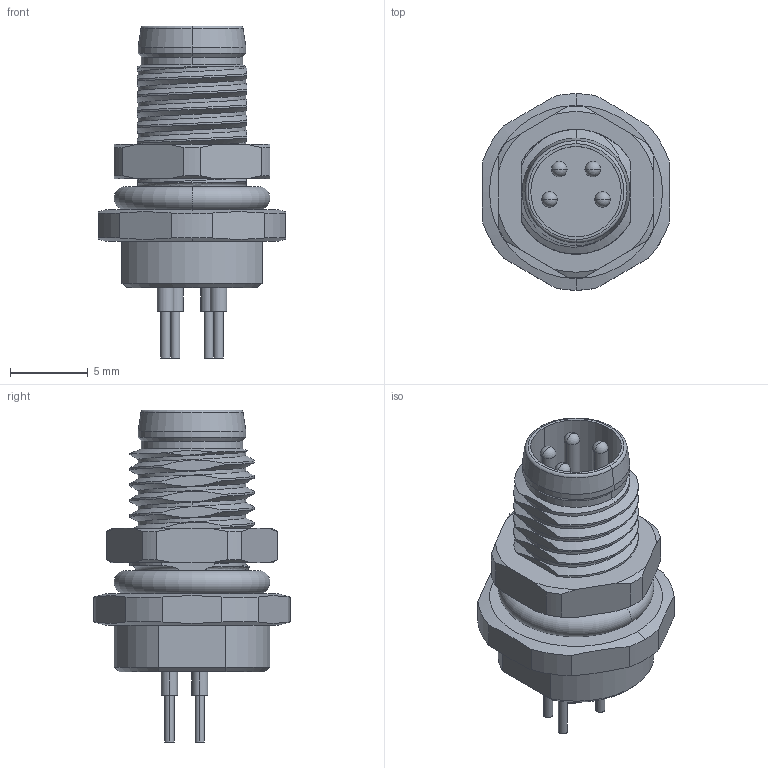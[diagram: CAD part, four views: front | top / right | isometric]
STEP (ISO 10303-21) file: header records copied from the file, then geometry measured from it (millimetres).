
FILE_DESCRIPTION((''),'2;1');
FILE_NAME('C-T4040014041-000','2017-02-06T',('workeradm'),('Tyco Electronics Ltd.'),'CREO PARAMETRIC BY PTC INC, 2016050','CREO PARAMETRIC BY PTC INC, 2016050','');
FILE_SCHEMA(('AUTOMOTIVE_DESIGN { 1 0 10303 214 1 1 1 1 }'));
Length unit declared in the file: millimetre
Products named in the file (1): C-T4040014041-000
Bounding box: 12 x 12.6 x 21.3 mm (x, y, z)
Volume: 973.3 mm3; surface area: 1059.1 mm2
Topology: 1 solids, 1 shells, 158 faces, 397 edges, 251 vertices
Faces by surface type: cylinder 60, plane 48, cone 25, bspline 11, sphere 8, torus 6
Entity records: 8734 total; most frequent: CARTESIAN_POINT 4940, ORIENTED_EDGE 778, DIRECTION 715, EDGE_CURVE 389, AXIS2_PLACEMENT_3D 293, VERTEX_POINT 251, EDGE_LOOP 176, FACE_OUTER_BOUND 158
